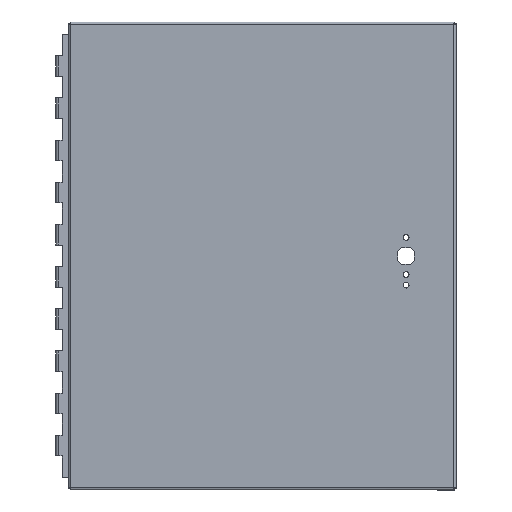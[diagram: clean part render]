
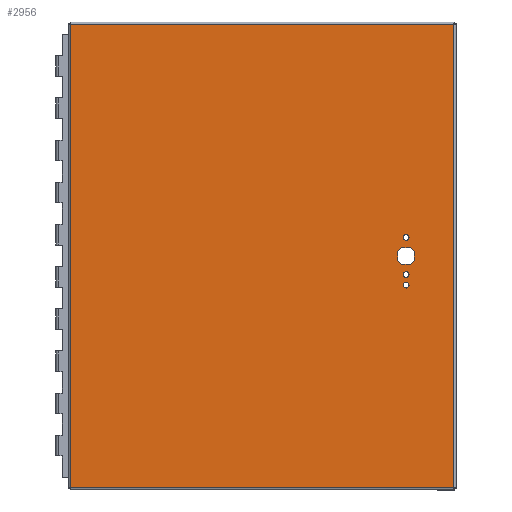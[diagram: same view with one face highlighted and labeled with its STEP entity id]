
A CAD part, top view. The second image highlights one B-rep face of the part: STEP entity #2956.
In plain terms, the highlighted face is planar.
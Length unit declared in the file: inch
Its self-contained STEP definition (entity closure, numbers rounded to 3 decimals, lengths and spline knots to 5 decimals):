
#241=FACE_BOUND('',#612,.T.);
#242=FACE_BOUND('',#613,.T.);
#243=FACE_BOUND('',#614,.T.);
#244=FACE_BOUND('',#615,.T.);
#326=PLANE('',#3198);
#450=FACE_OUTER_BOUND('',#611,.T.);
#611=EDGE_LOOP('',(#2347,#2348,#2349,#2350));
#612=EDGE_LOOP('',(#2351,#2352,#2353,#2354,#2355,#2356,#2357,#2358));
#613=EDGE_LOOP('',(#2359));
#614=EDGE_LOOP('',(#2360));
#615=EDGE_LOOP('',(#2361));
#712=LINE('',#4204,#1006);
#716=LINE('',#4216,#1010);
#720=LINE('',#4228,#1014);
#724=LINE('',#4238,#1018);
#749=LINE('',#4411,#1043);
#762=LINE('',#4546,#1056);
#780=LINE('',#4715,#1074);
#784=LINE('',#4750,#1078);
#1006=VECTOR('',#3427,0.3937);
#1010=VECTOR('',#3439,0.3937);
#1014=VECTOR('',#3451,0.3937);
#1018=VECTOR('',#3463,0.3937);
#1043=VECTOR('',#3520,0.3937);
#1056=VECTOR('',#3543,0.3937);
#1074=VECTOR('',#3577,0.3937);
#1078=VECTOR('',#3587,0.3937);
#1310=CIRCLE('',#3142,0.453);
#1312=CIRCLE('',#3146,0.453);
#1314=CIRCLE('',#3150,0.453);
#1316=CIRCLE('',#3154,0.453);
#1317=CIRCLE('',#3157,0.1405);
#1319=CIRCLE('',#3160,0.1405);
#1321=CIRCLE('',#3163,0.1405);
#1402=VERTEX_POINT('',#4195);
#1403=VERTEX_POINT('',#4197);
#1405=VERTEX_POINT('',#4203);
#1407=VERTEX_POINT('',#4209);
#1409=VERTEX_POINT('',#4215);
#1411=VERTEX_POINT('',#4221);
#1413=VERTEX_POINT('',#4227);
#1415=VERTEX_POINT('',#4233);
#1416=VERTEX_POINT('',#4240);
#1418=VERTEX_POINT('',#4246);
#1420=VERTEX_POINT('',#4252);
#1445=VERTEX_POINT('',#4402);
#1446=VERTEX_POINT('',#4410);
#1450=VERTEX_POINT('',#4482);
#1456=VERTEX_POINT('',#4538);
#1671=EDGE_CURVE('',#1403,#1402,#1310,.T.);
#1674=EDGE_CURVE('',#1405,#1403,#712,.T.);
#1677=EDGE_CURVE('',#1407,#1405,#1312,.T.);
#1680=EDGE_CURVE('',#1409,#1407,#716,.T.);
#1683=EDGE_CURVE('',#1411,#1409,#1314,.T.);
#1686=EDGE_CURVE('',#1413,#1411,#720,.T.);
#1689=EDGE_CURVE('',#1415,#1413,#1316,.T.);
#1692=EDGE_CURVE('',#1402,#1415,#724,.T.);
#1693=EDGE_CURVE('',#1416,#1416,#1317,.T.);
#1696=EDGE_CURVE('',#1418,#1418,#1319,.T.);
#1699=EDGE_CURVE('',#1420,#1420,#1321,.T.);
#1732=EDGE_CURVE('',#1446,#1445,#749,.T.);
#1752=EDGE_CURVE('',#1450,#1456,#762,.T.);
#1777=EDGE_CURVE('',#1445,#1450,#780,.T.);
#1782=EDGE_CURVE('',#1456,#1446,#784,.T.);
#2347=ORIENTED_EDGE('',*,*,#1777,.T.);
#2348=ORIENTED_EDGE('',*,*,#1752,.T.);
#2349=ORIENTED_EDGE('',*,*,#1782,.T.);
#2350=ORIENTED_EDGE('',*,*,#1732,.T.);
#2351=ORIENTED_EDGE('',*,*,#1671,.T.);
#2352=ORIENTED_EDGE('',*,*,#1692,.T.);
#2353=ORIENTED_EDGE('',*,*,#1689,.T.);
#2354=ORIENTED_EDGE('',*,*,#1686,.T.);
#2355=ORIENTED_EDGE('',*,*,#1683,.T.);
#2356=ORIENTED_EDGE('',*,*,#1680,.T.);
#2357=ORIENTED_EDGE('',*,*,#1677,.T.);
#2358=ORIENTED_EDGE('',*,*,#1674,.T.);
#2359=ORIENTED_EDGE('',*,*,#1693,.T.);
#2360=ORIENTED_EDGE('',*,*,#1696,.T.);
#2361=ORIENTED_EDGE('',*,*,#1699,.T.);
#2956=ADVANCED_FACE('',(#450,#241,#242,#243,#244),#326,.F.);
#3142=AXIS2_PLACEMENT_3D('',#4198,#3421,#3422);
#3146=AXIS2_PLACEMENT_3D('',#4210,#3433,#3434);
#3150=AXIS2_PLACEMENT_3D('',#4222,#3445,#3446);
#3154=AXIS2_PLACEMENT_3D('',#4234,#3457,#3458);
#3157=AXIS2_PLACEMENT_3D('',#4241,#3466,#3467);
#3160=AXIS2_PLACEMENT_3D('',#4247,#3473,#3474);
#3163=AXIS2_PLACEMENT_3D('',#4253,#3480,#3481);
#3198=AXIS2_PLACEMENT_3D('',#4853,#3623,#3624);
#3421=DIRECTION('center_axis',(0.,0.,1.));
#3422=DIRECTION('ref_axis',(-0.469,-0.883,0.));
#3427=DIRECTION('',(0.,1.,0.));
#3433=DIRECTION('center_axis',(0.,0.,1.));
#3434=DIRECTION('ref_axis',(-0.883,0.469,0.));
#3439=DIRECTION('',(1.,0.,0.));
#3445=DIRECTION('center_axis',(0.,0.,1.));
#3446=DIRECTION('ref_axis',(0.469,0.883,0.));
#3451=DIRECTION('',(0.,-1.,0.));
#3457=DIRECTION('center_axis',(0.,0.,1.));
#3458=DIRECTION('ref_axis',(0.883,-0.469,0.));
#3463=DIRECTION('',(-1.,0.,0.));
#3466=DIRECTION('center_axis',(0.,0.,1.));
#3467=DIRECTION('ref_axis',(1.,0.,0.));
#3473=DIRECTION('center_axis',(0.,0.,1.));
#3474=DIRECTION('ref_axis',(1.,0.,0.));
#3480=DIRECTION('center_axis',(0.,0.,1.));
#3481=DIRECTION('ref_axis',(1.,0.,0.));
#3520=DIRECTION('',(-1.,0.,0.));
#3543=DIRECTION('',(1.,0.,0.));
#3577=DIRECTION('',(0.,1.,0.));
#3587=DIRECTION('',(0.,-1.,0.));
#3623=DIRECTION('center_axis',(0.,0.,1.));
#3624=DIRECTION('ref_axis',(1.,0.,0.));
#4195=CARTESIAN_POINT('',(7.02512,0.4,0.));
#4197=CARTESIAN_POINT('',(7.2125,0.21262,0.));
#4198=CARTESIAN_POINT('Origin',(6.8125,0.,0.));
#4203=CARTESIAN_POINT('',(7.2125,-0.21262,0.));
#4204=CARTESIAN_POINT('',(7.2125,0.10631,0.));
#4209=CARTESIAN_POINT('',(7.02512,-0.4,0.));
#4210=CARTESIAN_POINT('Origin',(6.8125,0.,0.));
#4215=CARTESIAN_POINT('',(6.59988,-0.4,0.));
#4216=CARTESIAN_POINT('',(3.51256,-0.4,0.));
#4221=CARTESIAN_POINT('',(6.4125,-0.21262,0.));
#4222=CARTESIAN_POINT('Origin',(6.8125,0.,0.));
#4227=CARTESIAN_POINT('',(6.4125,0.21262,0.));
#4228=CARTESIAN_POINT('',(6.4125,-0.10631,0.));
#4233=CARTESIAN_POINT('',(6.59988,0.4,0.));
#4234=CARTESIAN_POINT('Origin',(6.8125,0.,0.));
#4238=CARTESIAN_POINT('',(3.29994,0.4,0.));
#4240=CARTESIAN_POINT('',(6.672,0.886,0.));
#4241=CARTESIAN_POINT('Origin',(6.8125,0.886,0.));
#4246=CARTESIAN_POINT('',(6.672,1.378,0.));
#4247=CARTESIAN_POINT('Origin',(6.8125,1.378,0.));
#4252=CARTESIAN_POINT('',(6.672,-0.885,0.));
#4253=CARTESIAN_POINT('Origin',(6.8125,-0.885,0.));
#4402=CARTESIAN_POINT('',(-9.08225,-10.9885,0.));
#4410=CARTESIAN_POINT('',(9.08225,-10.9885,0.));
#4411=CARTESIAN_POINT('',(4.54113,-10.9885,0.));
#4482=CARTESIAN_POINT('',(-9.08225,10.9885,0.));
#4538=CARTESIAN_POINT('',(9.08225,10.9885,0.));
#4546=CARTESIAN_POINT('',(-4.59375,10.9885,0.));
#4715=CARTESIAN_POINT('',(-9.08225,-5.49425,0.));
#4750=CARTESIAN_POINT('',(9.08225,5.49425,0.));
#4853=CARTESIAN_POINT('Origin',(0.,0.,
0.));
